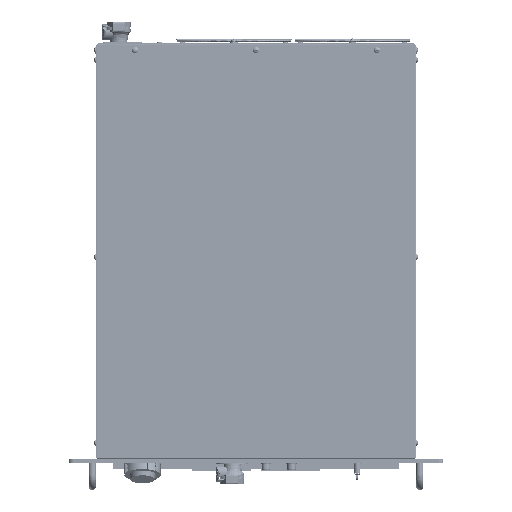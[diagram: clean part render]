
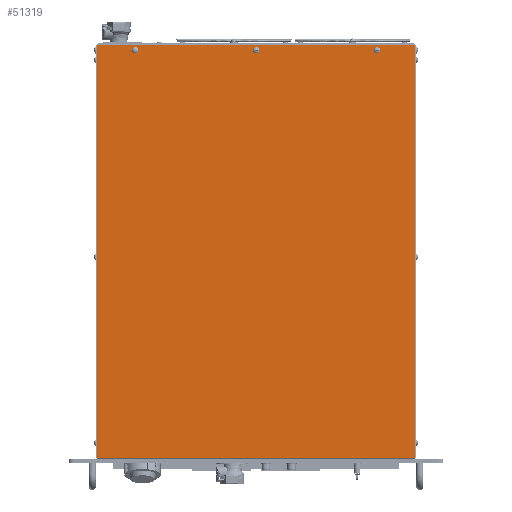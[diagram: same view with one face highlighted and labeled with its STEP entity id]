
A CAD part, top view. The second image highlights one B-rep face of the part: STEP entity #51319.
In plain terms, the highlighted planar face has unit normal (0, 0, 1).
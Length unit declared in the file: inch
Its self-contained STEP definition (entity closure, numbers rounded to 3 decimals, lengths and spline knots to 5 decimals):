
#447 = DIRECTION ( 'NONE',  ( 0., -1., 0. ) ) ;
#756 = AXIS2_PLACEMENT_3D ( 'NONE', #55750, #2530, #64731 ) ;
#838 = AXIS2_PLACEMENT_3D ( 'NONE', #3542, #56820, #110227 ) ;
#1973 = CIRCLE ( 'NONE', #838, 0.094 ) ;
#2530 = DIRECTION ( 'NONE',  ( 0., 0., 1. ) ) ;
#3436 = CARTESIAN_POINT ( 'NONE',  ( 0.09701, 20.57899, -1.22562 ) ) ;
#3478 = VERTEX_POINT ( 'NONE', #91737 ) ;
#3542 = CARTESIAN_POINT ( 'NONE',  ( -6.03299, 20.57899, -1.22562 ) ) ;
#7057 = FACE_OUTER_BOUND ( 'NONE', #83422, .T. ) ;
#7677 = LINE ( 'NONE', #83839, #73034 ) ;
#7815 = CARTESIAN_POINT ( 'NONE',  ( 6.22701, 20.48499, -1.22562 ) ) ;
#8077 = EDGE_CURVE ( 'NONE', #3478, #36110, #1973, .T. ) ;
#8778 = ORIENTED_EDGE ( 'NONE', *, *, #30158, .F. ) ;
#9418 = CARTESIAN_POINT ( 'NONE',  ( -6.03299, 20.57899, -1.22562 ) ) ;
#10123 = EDGE_CURVE ( 'NONE', #36110, #3478, #36644, .T. ) ;
#12375 = DIRECTION ( 'NONE',  ( 0., -1., 0. ) ) ;
#12873 = CARTESIAN_POINT ( 'NONE',  ( -6.03299, 20.48499, -1.22562 ) ) ;
#15186 = AXIS2_PLACEMENT_3D ( 'NONE', #81616, #18971, #108549 ) ;
#15653 = VERTEX_POINT ( 'NONE', #91857 ) ;
#15797 = ORIENTED_EDGE ( 'NONE', *, *, #59823, .F. ) ;
#15823 = DIRECTION ( 'NONE',  ( 0., 0., 1. ) ) ;
#18971 = DIRECTION ( 'NONE',  ( 0., 0., 1. ) ) ;
#21317 = VERTEX_POINT ( 'NONE', #24135 ) ;
#21720 = EDGE_CURVE ( 'NONE', #25790, #113368, #7677, .T. ) ;
#24135 = CARTESIAN_POINT ( 'NONE',  ( 0.09701, 20.48499, -1.22562 ) ) ;
#24381 = ORIENTED_EDGE ( 'NONE', *, *, #8077, .F. ) ;
#24617 = CARTESIAN_POINT ( 'NONE',  ( -7.98799, 20.86899, -1.22562 ) ) ;
#25790 = VERTEX_POINT ( 'NONE', #68003 ) ;
#30158 = EDGE_CURVE ( 'NONE', #21317, #15653, #40838, .T. ) ;
#30613 = CARTESIAN_POINT ( 'NONE',  ( -8.03299, -0.13101, -1.22562 ) ) ;
#30669 = FACE_BOUND ( 'NONE', #104262, .T. ) ;
#30973 = ORIENTED_EDGE ( 'NONE', *, *, #94118, .F. ) ;
#31886 = AXIS2_PLACEMENT_3D ( 'NONE', #3436, #65656, #12375 ) ;
#32120 = EDGE_CURVE ( 'NONE', #63714, #113368, #67080, .T. ) ;
#32700 = ORIENTED_EDGE ( 'NONE', *, *, #21720, .T. ) ;
#32742 = DIRECTION ( 'NONE',  ( 0., 1., 0. ) ) ;
#36110 = VERTEX_POINT ( 'NONE', #12873 ) ;
#36644 = CIRCLE ( 'NONE', #53139, 0.094 ) ;
#37347 = CARTESIAN_POINT ( 'NONE',  ( -7.98799, -0.08601, -1.22562 ) ) ;
#39407 = CIRCLE ( 'NONE', #100387, 0.094 ) ;
#39606 = PLANE ( 'NONE',  #63072 ) ;
#39711 = VECTOR ( 'NONE', #101738, 39.37008 ) ;
#40838 = CIRCLE ( 'NONE', #15186, 0.094 ) ;
#43474 = VECTOR ( 'NONE', #32742, 39.37008 ) ;
#46130 = ORIENTED_EDGE ( 'NONE', *, *, #80002, .T. ) ;
#48524 = DIRECTION ( 'NONE',  ( 0., 0., -1. ) ) ;
#51319 = ADVANCED_FACE ( 'NONE', ( #98891, #30669, #54312, #7057 ), #39606, .F. ) ;
#53139 = AXIS2_PLACEMENT_3D ( 'NONE', #9418, #62673, #447 ) ;
#54312 = FACE_BOUND ( 'NONE', #75247, .T. ) ;
#54679 = CARTESIAN_POINT ( 'NONE',  ( -7.98799, -0.08601, -1.22562 ) ) ;
#55750 = CARTESIAN_POINT ( 'NONE',  ( 6.22701, 20.57899, -1.22562 ) ) ;
#56820 = DIRECTION ( 'NONE',  ( 0., 0., 1. ) ) ;
#57621 = ORIENTED_EDGE ( 'NONE', *, *, #10123, .F. ) ;
#59718 = EDGE_CURVE ( 'NONE', #63714, #110947, #109925, .T. ) ;
#59823 = EDGE_CURVE ( 'NONE', #15653, #21317, #75016, .T. ) ;
#62673 = DIRECTION ( 'NONE',  ( 0., 0., 1. ) ) ;
#63072 = AXIS2_PLACEMENT_3D ( 'NONE', #30613, #48524, #110824 ) ;
#63714 = VERTEX_POINT ( 'NONE', #54679 ) ;
#64120 = DIRECTION ( 'NONE',  ( 1., 0., 0. ) ) ;
#64353 = ORIENTED_EDGE ( 'NONE', *, *, #32120, .F. ) ;
#64731 = DIRECTION ( 'NONE',  ( 0., -1., 0. ) ) ;
#65656 = DIRECTION ( 'NONE',  ( 0., 0., 1. ) ) ;
#67080 = LINE ( 'NONE', #93816, #43474 ) ;
#68003 = CARTESIAN_POINT ( 'NONE',  ( 8.17201, 20.86899, -1.22562 ) ) ;
#68948 = LINE ( 'NONE', #92741, #39711 ) ;
#69160 = CARTESIAN_POINT ( 'NONE',  ( 6.22701, 20.57899, -1.22562 ) ) ;
#72593 = DIRECTION ( 'NONE',  ( -1., 0., 0. ) ) ;
#73034 = VECTOR ( 'NONE', #72593, 39.37008 ) ;
#75016 = CIRCLE ( 'NONE', #31886, 0.094 ) ;
#75247 = EDGE_LOOP ( 'NONE', ( #89519, #30973 ) ) ;
#78100 = DIRECTION ( 'NONE',  ( 0., -1., 0. ) ) ;
#80002 = EDGE_CURVE ( 'NONE', #110947, #25790, #68948, .T. ) ;
#81616 = CARTESIAN_POINT ( 'NONE',  ( 0.09701, 20.57899, -1.22562 ) ) ;
#83369 = VECTOR ( 'NONE', #64120, 39.37008 ) ;
#83422 = EDGE_LOOP ( 'NONE', ( #111082, #46130, #32700, #64353 ) ) ;
#83839 = CARTESIAN_POINT ( 'NONE',  ( -8.03299, 20.86899, -1.22562 ) ) ;
#84186 = CIRCLE ( 'NONE', #756, 0.094 ) ;
#86792 = EDGE_LOOP ( 'NONE', ( #57621, #24381 ) ) ;
#87794 = VERTEX_POINT ( 'NONE', #95320 ) ;
#89519 = ORIENTED_EDGE ( 'NONE', *, *, #105912, .F. ) ;
#91737 = CARTESIAN_POINT ( 'NONE',  ( -6.03299, 20.67299, -1.22562 ) ) ;
#91857 = CARTESIAN_POINT ( 'NONE',  ( 0.09701, 20.67299, -1.22562 ) ) ;
#92741 = CARTESIAN_POINT ( 'NONE',  ( 8.17201, -0.13101, -1.22562 ) ) ;
#93816 = CARTESIAN_POINT ( 'NONE',  ( -7.98799, -0.13101, -1.22562 ) ) ;
#94118 = EDGE_CURVE ( 'NONE', #87794, #94770, #39407, .T. ) ;
#94770 = VERTEX_POINT ( 'NONE', #7815 ) ;
#95320 = CARTESIAN_POINT ( 'NONE',  ( 6.22701, 20.67299, -1.22562 ) ) ;
#98891 = FACE_BOUND ( 'NONE', #86792, .T. ) ;
#100387 = AXIS2_PLACEMENT_3D ( 'NONE', #69160, #15823, #78100 ) ;
#101738 = DIRECTION ( 'NONE',  ( 0., 1., 0. ) ) ;
#104262 = EDGE_LOOP ( 'NONE', ( #8778, #15797 ) ) ;
#105912 = EDGE_CURVE ( 'NONE', #94770, #87794, #84186, .T. ) ;
#107277 = CARTESIAN_POINT ( 'NONE',  ( 8.17201, -0.08601, -1.22562 ) ) ;
#108549 = DIRECTION ( 'NONE',  ( 0., -1., 0. ) ) ;
#109925 = LINE ( 'NONE', #37347, #83369 ) ;
#110227 = DIRECTION ( 'NONE',  ( 0., -1., 0. ) ) ;
#110824 = DIRECTION ( 'NONE',  ( 0., 1., 0. ) ) ;
#110947 = VERTEX_POINT ( 'NONE', #107277 ) ;
#111082 = ORIENTED_EDGE ( 'NONE', *, *, #59718, .T. ) ;
#113368 = VERTEX_POINT ( 'NONE', #24617 ) ;
